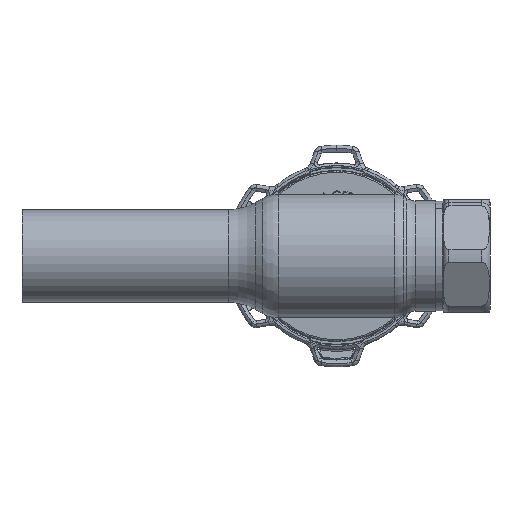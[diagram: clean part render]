
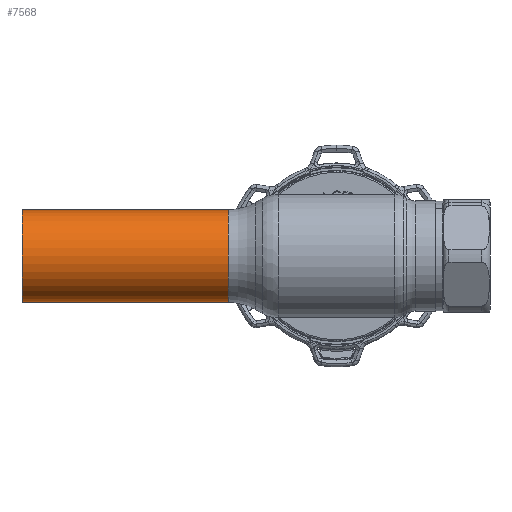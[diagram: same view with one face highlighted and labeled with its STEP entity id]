
A CAD part, front view. The second image highlights one B-rep face of the part: STEP entity #7568.
In plain terms, the highlighted cylindrical face has radius 16.85 mm (diameter 33.7 mm), a partial arc.
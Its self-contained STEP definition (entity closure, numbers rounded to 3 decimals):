
#2107 = EDGE_CURVE ( 'NONE', #6945, #29310, #24916, .T. ) ;
#2184 = CARTESIAN_POINT ( 'NONE',  ( -115., 0., -16.85 ) ) ;
#2335 = ORIENTED_EDGE ( 'NONE', *, *, #15368, .F. ) ;
#2931 = CARTESIAN_POINT ( 'NONE',  ( -62.69, 0., -16.85 ) ) ;
#3099 = CARTESIAN_POINT ( 'NONE',  ( -39.645, 0., -16.85 ) ) ;
#3906 = CIRCLE ( 'NONE', #24371, 16.85 ) ;
#4016 = FACE_OUTER_BOUND ( 'NONE', #18068, .T. ) ;
#4386 = ORIENTED_EDGE ( 'NONE', *, *, #8562, .T. ) ;
#6945 = VERTEX_POINT ( 'NONE', #36379 ) ;
#7568 = ADVANCED_FACE ( 'NONE', ( #4016 ), #21186, .T. ) ;
#7635 = DIRECTION ( 'NONE',  ( -1., 0., 0. ) ) ;
#8238 = LINE ( 'NONE', #2931, #28317 ) ;
#8562 = EDGE_CURVE ( 'NONE', #9255, #6945, #26699, .T. ) ;
#9255 = VERTEX_POINT ( 'NONE', #3099 ) ;
#10538 = DIRECTION ( 'NONE',  ( 0., 0., 1. ) ) ;
#11289 = EDGE_CURVE ( 'NONE', #9255, #32937, #8238, .T. ) ;
#12152 = DIRECTION ( 'NONE',  ( -1., 0., 0. ) ) ;
#13530 = VECTOR ( 'NONE', #7635, 1000. ) ;
#15368 = EDGE_CURVE ( 'NONE', #32937, #29310, #3906, .T. ) ;
#18068 = EDGE_LOOP ( 'NONE', ( #25692, #4386, #31014, #2335 ) ) ;
#18662 = CARTESIAN_POINT ( 'NONE',  ( -39.645, 0., 0. ) ) ;
#19752 = DIRECTION ( 'NONE',  ( -1., 0., 0. ) ) ;
#19929 = CARTESIAN_POINT ( 'NONE',  ( -115., 0., 0. ) ) ;
#20776 = AXIS2_PLACEMENT_3D ( 'NONE', #18662, #24464, #10538 ) ;
#21186 = CYLINDRICAL_SURFACE ( 'NONE', #29837, 16.85 ) ;
#22280 = CARTESIAN_POINT ( 'NONE',  ( -62.69, 0., 0. ) ) ;
#22638 = DIRECTION ( 'NONE',  ( 0., 0., 1. ) ) ;
#24371 = AXIS2_PLACEMENT_3D ( 'NONE', #19929, #12152, #28854 ) ;
#24464 = DIRECTION ( 'NONE',  ( -1., 0., 0. ) ) ;
#24916 = LINE ( 'NONE', #27523, #13530 ) ;
#25692 = ORIENTED_EDGE ( 'NONE', *, *, #11289, .F. ) ;
#26699 = CIRCLE ( 'NONE', #20776, 16.85 ) ;
#27523 = CARTESIAN_POINT ( 'NONE',  ( -62.69, 0., 16.85 ) ) ;
#28317 = VECTOR ( 'NONE', #19752, 1000. ) ;
#28854 = DIRECTION ( 'NONE',  ( 0., 0., 1. ) ) ;
#29087 = CARTESIAN_POINT ( 'NONE',  ( -115., 0., 16.85 ) ) ;
#29310 = VERTEX_POINT ( 'NONE', #29087 ) ;
#29837 = AXIS2_PLACEMENT_3D ( 'NONE', #22280, #36284, #22638 ) ;
#31014 = ORIENTED_EDGE ( 'NONE', *, *, #2107, .T. ) ;
#32937 = VERTEX_POINT ( 'NONE', #2184 ) ;
#36284 = DIRECTION ( 'NONE',  ( -1., 0., 0. ) ) ;
#36379 = CARTESIAN_POINT ( 'NONE',  ( -39.645, 0., 16.85 ) ) ;
